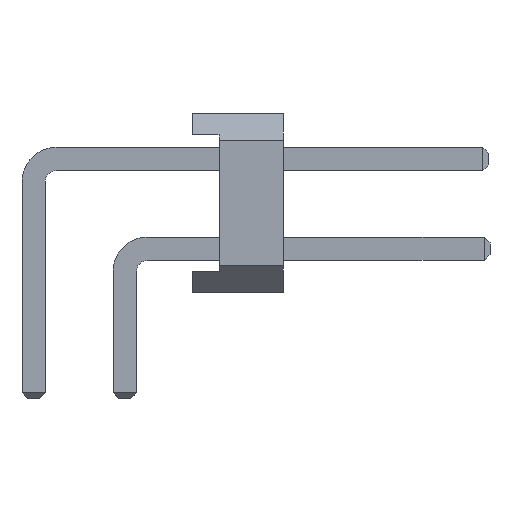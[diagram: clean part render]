
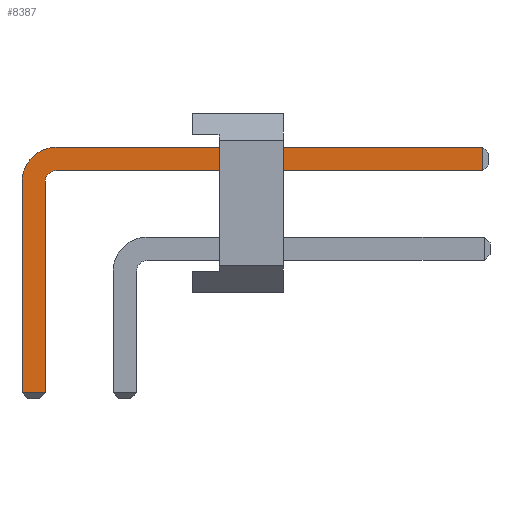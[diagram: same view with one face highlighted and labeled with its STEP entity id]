
A CAD part, front view. The second image highlights one B-rep face of the part: STEP entity #8387.
In plain terms, the highlighted face is planar.
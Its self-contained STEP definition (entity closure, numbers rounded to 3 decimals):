
#239 = AXIS2_PLACEMENT_3D ( 'NONE', #1538, #1539, #1540 ) ;
#263 = VECTOR ( 'NONE', #1526, 1000. ) ;
#265 = AXIS2_PLACEMENT_3D ( 'NONE', #1580, #1581, #1582 ) ;
#271 = VECTOR ( 'NONE', #1550, 1000. ) ;
#277 = VECTOR ( 'NONE', #1568, 1000. ) ;
#284 = VECTOR ( 'NONE', #1592, 1000. ) ;
#285 = VECTOR ( 'NONE', #1595, 1000. ) ;
#286 = VECTOR ( 'NONE', #1598, 1000. ) ;
#1524 = LINE ( 'NONE', #1525, #263 ) ;
#1525 = CARTESIAN_POINT ( 'NONE',  ( 0.65, 0., 0.65 ) ) ;
#1526 = DIRECTION ( 'NONE',  ( 0., 1., 0. ) ) ;
#1538 = CARTESIAN_POINT ( 'NONE',  ( 0.95, 6.05, 0.65 ) ) ;
#1539 = DIRECTION ( 'NONE',  ( 0., 0., -1. ) ) ;
#1540 = DIRECTION ( 'NONE',  ( -1., 0., 0. ) ) ;
#1548 = LINE ( 'NONE', #1549, #271 ) ;
#1549 = CARTESIAN_POINT ( 'NONE',  ( 0.95, 6.35, 0.65 ) ) ;
#1550 = DIRECTION ( 'NONE',  ( 1., 0., 0. ) ) ;
#1566 = LINE ( 'NONE', #1567, #277 ) ;
#1567 = CARTESIAN_POINT ( 'NONE',  ( 0.95, 7., 0.65 ) ) ;
#1568 = DIRECTION ( 'NONE',  ( -1., 0., 0. ) ) ;
#1580 = CARTESIAN_POINT ( 'NONE',  ( 0.95, 6.05, 0.65 ) ) ;
#1581 = DIRECTION ( 'NONE',  ( 0., 0., 1. ) ) ;
#1582 = DIRECTION ( 'NONE',  ( -1., 0., 0. ) ) ;
#1590 = LINE ( 'NONE', #1591, #284 ) ;
#1591 = CARTESIAN_POINT ( 'NONE',  ( 0., 6.05, 0.65 ) ) ;
#1592 = DIRECTION ( 'NONE',  ( 0., -1., 0. ) ) ;
#1593 = LINE ( 'NONE', #1594, #285 ) ;
#1594 = CARTESIAN_POINT ( 'NONE',  ( 0.95, 0.163, 0.65 ) ) ;
#1595 = DIRECTION ( 'NONE',  ( 1., 0., 0. ) ) ;
#1596 = LINE ( 'NONE', #1597, #286 ) ;
#1597 = CARTESIAN_POINT ( 'NONE',  ( 12.837, 6.05, 0.65 ) ) ;
#1598 = DIRECTION ( 'NONE',  ( 0., 1., 0. ) ) ;
#2713 = FACE_OUTER_BOUND ( 'NONE', #5219, .T. ) ;
#2720 = AXIS2_PLACEMENT_3D ( 'NONE', #3592, #3593, #3594 ) ;
#3591 = PLANE ( 'NONE',  #2720 ) ;
#3592 = CARTESIAN_POINT ( 'NONE',  ( 0.95, 6.05, 0.65 ) ) ;
#3593 = DIRECTION ( 'NONE',  ( 0., 0., -1. ) ) ;
#3594 = DIRECTION ( 'NONE',  ( -1., 0., 0. ) ) ;
#5219 = EDGE_LOOP ( 'NONE', ( #7258, #7259, #7257, #7261, #7260, #7262, #7264, #7265 ) ) ;
#6208 = VERTEX_POINT ( 'NONE', #8989 ) ;
#6209 = VERTEX_POINT ( 'NONE', #8990 ) ;
#6213 = VERTEX_POINT ( 'NONE', #8994 ) ;
#6215 = VERTEX_POINT ( 'NONE', #8996 ) ;
#6220 = VERTEX_POINT ( 'NONE', #9001 ) ;
#6221 = VERTEX_POINT ( 'NONE', #9002 ) ;
#6225 = VERTEX_POINT ( 'NONE', #9006 ) ;
#6227 = VERTEX_POINT ( 'NONE', #9008 ) ;
#7068 = EDGE_CURVE ( 'NONE', #6208, #6209, #1524, .T. ) ;
#7073 = EDGE_CURVE ( 'NONE', #6209, #6213, #8537, .T. ) ;
#7076 = EDGE_CURVE ( 'NONE', #6213, #6215, #1548, .T. ) ;
#7082 = EDGE_CURVE ( 'NONE', #6220, #6221, #1566, .T. ) ;
#7087 = EDGE_CURVE ( 'NONE', #6221, #6225, #8539, .T. ) ;
#7090 = EDGE_CURVE ( 'NONE', #6225, #6227, #1590, .T. ) ;
#7091 = EDGE_CURVE ( 'NONE', #6227, #6208, #1593, .T. ) ;
#7092 = EDGE_CURVE ( 'NONE', #6215, #6220, #1596, .T. ) ;
#7257 = ORIENTED_EDGE ( 'NONE', *, *, #7068, .T. ) ;
#7258 = ORIENTED_EDGE ( 'NONE', *, *, #7090, .T. ) ;
#7259 = ORIENTED_EDGE ( 'NONE', *, *, #7091, .T. ) ;
#7260 = ORIENTED_EDGE ( 'NONE', *, *, #7076, .T. ) ;
#7261 = ORIENTED_EDGE ( 'NONE', *, *, #7073, .T. ) ;
#7262 = ORIENTED_EDGE ( 'NONE', *, *, #7092, .T. ) ;
#7264 = ORIENTED_EDGE ( 'NONE', *, *, #7082, .T. ) ;
#7265 = ORIENTED_EDGE ( 'NONE', *, *, #7087, .T. ) ;
#8387 = ADVANCED_FACE ( 'NONE', ( #2713 ), #3591, .F. ) ;
#8537 = CIRCLE ( 'NONE', #239, 0.3 ) ;
#8539 = CIRCLE ( 'NONE', #265, 0.95 ) ;
#8989 = CARTESIAN_POINT ( 'NONE',  ( 0.65, 0.163, 0.65 ) ) ;
#8990 = CARTESIAN_POINT ( 'NONE',  ( 0.65, 6.05, 0.65 ) ) ;
#8994 = CARTESIAN_POINT ( 'NONE',  ( 0.95, 6.35, 0.65 ) ) ;
#8996 = CARTESIAN_POINT ( 'NONE',  ( 12.837, 6.35, 0.65 ) ) ;
#9001 = CARTESIAN_POINT ( 'NONE',  ( 12.837, 7., 0.65 ) ) ;
#9002 = CARTESIAN_POINT ( 'NONE',  ( 0.95, 7., 0.65 ) ) ;
#9006 = CARTESIAN_POINT ( 'NONE',  ( 0., 6.05, 0.65 ) ) ;
#9008 = CARTESIAN_POINT ( 'NONE',  ( 0., 0.163, 0.65 ) ) ;
